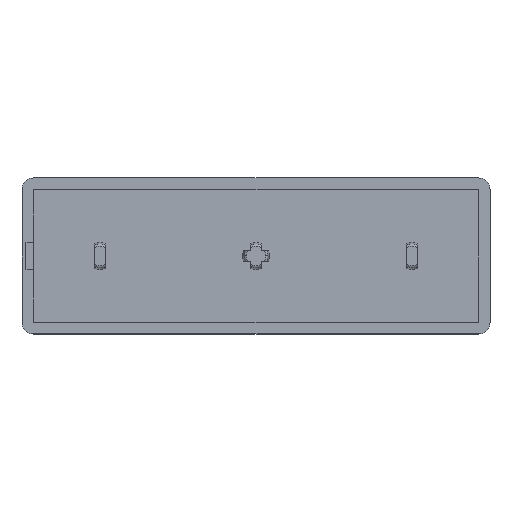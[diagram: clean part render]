
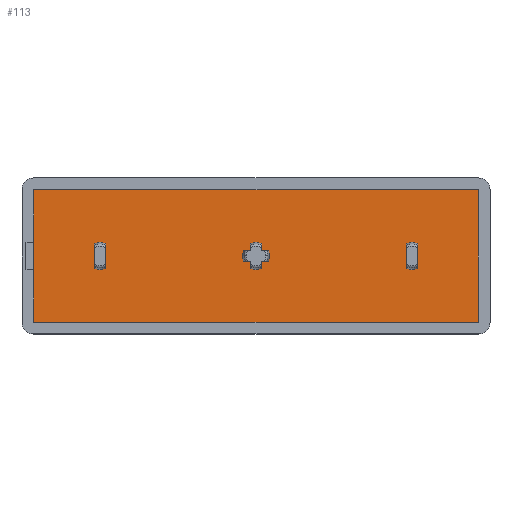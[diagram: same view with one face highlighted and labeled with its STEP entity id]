
A CAD part, top view. The second image highlights one B-rep face of the part: STEP entity #113.
In plain terms, the highlighted planar face has unit normal (0, 0, 1).
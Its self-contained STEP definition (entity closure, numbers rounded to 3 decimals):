
#113=ADVANCED_FACE('NONE',(#286,#287,#288,#289),#290,.T.);
#286=FACE_OUTER_BOUND('',#520,.T.);
#287=FACE_BOUND('',#521,.T.);
#288=FACE_BOUND('',#522,.T.);
#289=FACE_BOUND('',#523,.T.);
#290=PLANE('',#524);
#520=EDGE_LOOP('',(#783,#784,#785,#786,#787,#788));
#521=EDGE_LOOP('',(#789,#790,#791,#792));
#522=EDGE_LOOP('',(#793,#794,#795,#796,#797,#798,#799,#800,#801,#802,#803,#804,#805,#806));
#523=EDGE_LOOP('',(#807,#808,#809,#810));
#524=AXIS2_PLACEMENT_3D('',#811,#812,#813);
#783=ORIENTED_EDGE('',*,*,#1429,.T.);
#784=ORIENTED_EDGE('',*,*,#1430,.T.);
#785=ORIENTED_EDGE('',*,*,#1424,.T.);
#786=ORIENTED_EDGE('',*,*,#1431,.T.);
#787=ORIENTED_EDGE('',*,*,#1432,.T.);
#788=ORIENTED_EDGE('',*,*,#1433,.T.);
#789=ORIENTED_EDGE('',*,*,#1434,.F.);
#790=ORIENTED_EDGE('',*,*,#1435,.F.);
#791=ORIENTED_EDGE('',*,*,#1436,.F.);
#792=ORIENTED_EDGE('',*,*,#1437,.F.);
#793=ORIENTED_EDGE('',*,*,#1438,.F.);
#794=ORIENTED_EDGE('',*,*,#1439,.F.);
#795=ORIENTED_EDGE('',*,*,#1440,.F.);
#796=ORIENTED_EDGE('',*,*,#1441,.F.);
#797=ORIENTED_EDGE('',*,*,#1421,.F.);
#798=ORIENTED_EDGE('',*,*,#1442,.F.);
#799=ORIENTED_EDGE('',*,*,#1443,.F.);
#800=ORIENTED_EDGE('',*,*,#1444,.F.);
#801=ORIENTED_EDGE('',*,*,#1445,.F.);
#802=ORIENTED_EDGE('',*,*,#1446,.F.);
#803=ORIENTED_EDGE('',*,*,#1447,.F.);
#804=ORIENTED_EDGE('',*,*,#1407,.F.);
#805=ORIENTED_EDGE('',*,*,#1448,.F.);
#806=ORIENTED_EDGE('',*,*,#1449,.F.);
#807=ORIENTED_EDGE('',*,*,#1450,.F.);
#808=ORIENTED_EDGE('',*,*,#1451,.F.);
#809=ORIENTED_EDGE('',*,*,#1452,.F.);
#810=ORIENTED_EDGE('',*,*,#1453,.F.);
#811=CARTESIAN_POINT('',(-57.0,17.0,3.0));
#812=DIRECTION('',(-0.0,0.0,1.0));
#813=DIRECTION('',(1.0,0.0,0.0));
#1407=EDGE_CURVE('NONE',#1675,#1677,#1678,.T.);
#1421=EDGE_CURVE('NONE',#1697,#1699,#1700,.T.);
#1424=EDGE_CURVE('NONE',#1703,#1704,#1705,.T.);
#1429=EDGE_CURVE('NONE',#1712,#1713,#1714,.T.);
#1430=EDGE_CURVE('NONE',#1713,#1703,#1715,.T.);
#1431=EDGE_CURVE('NONE',#1704,#1716,#1717,.T.);
#1432=EDGE_CURVE('NONE',#1716,#1718,#1719,.T.);
#1433=EDGE_CURVE('NONE',#1718,#1712,#1720,.T.);
#1434=EDGE_CURVE('NONE',#1721,#1722,#1723,.T.);
#1435=EDGE_CURVE('NONE',#1724,#1721,#1725,.T.);
#1436=EDGE_CURVE('NONE',#1726,#1724,#1727,.T.);
#1437=EDGE_CURVE('NONE',#1722,#1726,#1728,.T.);
#1438=EDGE_CURVE('NONE',#1729,#1730,#1731,.T.);
#1439=EDGE_CURVE('NONE',#1732,#1729,#1733,.T.);
#1440=EDGE_CURVE('NONE',#1734,#1732,#1735,.T.);
#1441=EDGE_CURVE('NONE',#1699,#1734,#1736,.T.);
#1442=EDGE_CURVE('NONE',#1737,#1697,#1738,.T.);
#1443=EDGE_CURVE('NONE',#1739,#1737,#1740,.T.);
#1444=EDGE_CURVE('NONE',#1741,#1739,#1742,.T.);
#1445=EDGE_CURVE('NONE',#1743,#1741,#1744,.T.);
#1446=EDGE_CURVE('NONE',#1745,#1743,#1746,.T.);
#1447=EDGE_CURVE('NONE',#1677,#1745,#1747,.T.);
#1448=EDGE_CURVE('NONE',#1748,#1675,#1749,.T.);
#1449=EDGE_CURVE('NONE',#1730,#1748,#1750,.T.);
#1450=EDGE_CURVE('NONE',#1751,#1752,#1753,.T.);
#1451=EDGE_CURVE('NONE',#1754,#1751,#1755,.T.);
#1452=EDGE_CURVE('NONE',#1756,#1754,#1757,.T.);
#1453=EDGE_CURVE('NONE',#1752,#1756,#1758,.T.);
#1675=VERTEX_POINT('',#2063);
#1677=VERTEX_POINT('NONE',#2066);
#1678=CIRCLE('',#2067,3.475);
#1697=VERTEX_POINT('NONE',#2096);
#1699=VERTEX_POINT('NONE',#2099);
#1700=CIRCLE('',#2100,3.475);
#1703=VERTEX_POINT('NONE',#2104);
#1704=VERTEX_POINT('NONE',#2105);
#1705=LINE('',#2106,#2107);
#1712=VERTEX_POINT('NONE',#2117);
#1713=VERTEX_POINT('NONE',#2118);
#1714=LINE('',#2119,#2120);
#1715=LINE('',#2121,#2122);
#1716=VERTEX_POINT('NONE',#2123);
#1717=LINE('',#2124,#2125);
#1718=VERTEX_POINT('NONE',#2126);
#1719=LINE('',#2127,#2128);
#1720=LINE('',#2129,#2130);
#1721=VERTEX_POINT('NONE',#2131);
#1722=VERTEX_POINT('NONE',#2132);
#1723=LINE('',#2133,#2134);
#1724=VERTEX_POINT('NONE',#2135);
#1725=CIRCLE('',#2136,3.475);
#1726=VERTEX_POINT('NONE',#2137);
#1727=LINE('',#2138,#2139);
#1728=CIRCLE('',#2140,3.475);
#1729=VERTEX_POINT('NONE',#2141);
#1730=VERTEX_POINT('NONE',#2142);
#1731=LINE('',#2143,#2144);
#1732=VERTEX_POINT('NONE',#2145);
#1733=CIRCLE('',#2146,3.475);
#1734=VERTEX_POINT('NONE',#2147);
#1735=LINE('',#2148,#2149);
#1736=LINE('',#2150,#2151);
#1737=VERTEX_POINT('NONE',#2152);
#1738=CIRCLE('',#2153,3.475);
#1739=VERTEX_POINT('NONE',#2154);
#1740=LINE('',#2155,#2156);
#1741=VERTEX_POINT('NONE',#2157);
#1742=LINE('',#2158,#2159);
#1743=VERTEX_POINT('NONE',#2160);
#1744=CIRCLE('',#2161,3.475);
#1745=VERTEX_POINT('NONE',#2162);
#1746=LINE('',#2163,#2164);
#1747=LINE('',#2165,#2166);
#1748=VERTEX_POINT('NONE',#2167);
#1749=CIRCLE('',#2168,3.475);
#1750=LINE('',#2169,#2170);
#1751=VERTEX_POINT('NONE',#2171);
#1752=VERTEX_POINT('NONE',#2172);
#1753=LINE('',#2173,#2174);
#1754=VERTEX_POINT('NONE',#2175);
#1755=CIRCLE('',#2176,3.475);
#1756=VERTEX_POINT('NONE',#2177);
#1757=LINE('',#2178,#2179);
#1758=CIRCLE('',#2180,3.475);
#2063=CARTESIAN_POINT('',(3.475,0.,3.0));
#2066=CARTESIAN_POINT('',(3.135,1.5,3.0));
#2067=AXIS2_PLACEMENT_3D('',#2671,#2672,#2673);
#2096=CARTESIAN_POINT('',(-3.475,0.0,3.0));
#2099=CARTESIAN_POINT('',(-3.135,-1.5,3.0));
#2100=AXIS2_PLACEMENT_3D('',#2692,#2693,#2694);
#2104=CARTESIAN_POINT('',(-57.0,-3.5,3.0));
#2105=CARTESIAN_POINT('',(-57.0,-17.0,3.0));
#2106=CARTESIAN_POINT('',(-57.0,17.0,3.0));
#2107=VECTOR('',#2696,1000.0);
#2117=CARTESIAN_POINT('',(-57.0,17.0,3.0));
#2118=CARTESIAN_POINT('',(-57.0,3.5,3.0));
#2119=CARTESIAN_POINT('',(-57.0,17.0,3.0));
#2120=VECTOR('',#2700,1000.0);
#2121=CARTESIAN_POINT('',(-57.0,17.0,3.0));
#2122=VECTOR('',#2701,1000.0);
#2123=CARTESIAN_POINT('',(57.0,-17.0,3.0));
#2124=CARTESIAN_POINT('',(-57.0,-17.0,3.0));
#2125=VECTOR('',#2702,1000.0);
#2126=CARTESIAN_POINT('',(57.0,17.0,3.0));
#2127=CARTESIAN_POINT('',(57.0,17.0,3.0));
#2128=VECTOR('',#2703,1000.0);
#2129=CARTESIAN_POINT('',(-57.0,17.0,3.0));
#2130=VECTOR('',#2704,1000.0);
#2131=CARTESIAN_POINT('',(41.5,-3.135,3.0));
#2132=CARTESIAN_POINT('',(41.5,3.135,3.0));
#2133=CARTESIAN_POINT('',(41.5,3.135,3.0));
#2134=VECTOR('',#2705,1000.0);
#2135=CARTESIAN_POINT('',(38.5,-3.135,3.0));
#2136=AXIS2_PLACEMENT_3D('',#2706,#2707,#2708);
#2137=CARTESIAN_POINT('',(38.5,3.135,3.0));
#2138=CARTESIAN_POINT('',(38.5,3.135,3.0));
#2139=VECTOR('',#2709,1000.0);
#2140=AXIS2_PLACEMENT_3D('',#2710,#2711,#2712);
#2141=CARTESIAN_POINT('',(1.5,-3.135,3.0));
#2142=CARTESIAN_POINT('',(1.5,-1.5,3.0));
#2143=CARTESIAN_POINT('',(1.5,-1.5,3.0));
#2144=VECTOR('',#2713,1000.0);
#2145=CARTESIAN_POINT('',(-1.5,-3.135,3.0));
#2146=AXIS2_PLACEMENT_3D('',#2714,#2715,#2716);
#2147=CARTESIAN_POINT('',(-1.5,-1.5,3.0));
#2148=CARTESIAN_POINT('',(-1.5,-1.5,3.0));
#2149=VECTOR('',#2717,1000.0);
#2150=CARTESIAN_POINT('',(-3.135,-1.5,3.0));
#2151=VECTOR('',#2718,1000.0);
#2152=CARTESIAN_POINT('',(-3.135,1.5,3.0));
#2153=AXIS2_PLACEMENT_3D('',#2719,#2720,#2721);
#2154=CARTESIAN_POINT('',(-1.5,1.5,3.0));
#2155=CARTESIAN_POINT('',(-3.135,1.5,3.0));
#2156=VECTOR('',#2722,1000.0);
#2157=CARTESIAN_POINT('',(-1.5,3.135,3.0));
#2158=CARTESIAN_POINT('',(-1.5,3.135,3.0));
#2159=VECTOR('',#2723,1000.0);
#2160=CARTESIAN_POINT('',(1.5,3.135,3.0));
#2161=AXIS2_PLACEMENT_3D('',#2724,#2725,#2726);
#2162=CARTESIAN_POINT('',(1.5,1.5,3.0));
#2163=CARTESIAN_POINT('',(1.5,3.135,3.0));
#2164=VECTOR('',#2727,1000.0);
#2165=CARTESIAN_POINT('',(1.5,1.5,3.0));
#2166=VECTOR('',#2728,1000.0);
#2167=CARTESIAN_POINT('',(3.135,-1.5,3.0));
#2168=AXIS2_PLACEMENT_3D('',#2729,#2730,#2731);
#2169=CARTESIAN_POINT('',(1.5,-1.5,3.0));
#2170=VECTOR('',#2732,1000.0);
#2171=CARTESIAN_POINT('',(-38.5,-3.135,3.0));
#2172=CARTESIAN_POINT('',(-38.5,3.135,3.0));
#2173=CARTESIAN_POINT('',(-38.5,3.135,3.0));
#2174=VECTOR('',#2733,1000.0);
#2175=CARTESIAN_POINT('',(-41.5,-3.135,3.0));
#2176=AXIS2_PLACEMENT_3D('',#2734,#2735,#2736);
#2177=CARTESIAN_POINT('',(-41.5,3.135,3.0));
#2178=CARTESIAN_POINT('',(-41.5,3.135,3.0));
#2179=VECTOR('',#2737,1000.0);
#2180=AXIS2_PLACEMENT_3D('',#2738,#2739,#2740);
#2671=CARTESIAN_POINT('',(0.0,0.0,3.0));
#2672=DIRECTION('',(0.0,0.0,1.0));
#2673=DIRECTION('',(1.0,0.0,0.0));
#2692=CARTESIAN_POINT('',(0.0,0.0,3.0));
#2693=DIRECTION('',(0.0,0.0,1.0));
#2694=DIRECTION('',(1.0,0.0,0.0));
#2696=DIRECTION('',(0.,-1.0,0.0));
#2700=DIRECTION('',(0.,-1.0,0.0));
#2701=DIRECTION('',(0.,-1.0,0.0));
#2702=DIRECTION('',(1.0,0.,0.0));
#2703=DIRECTION('',(0.,1.0,-0.0));
#2704=DIRECTION('',(-1.0,-0.0,-0.0));
#2705=DIRECTION('',(-0.0,1.0,-0.0));
#2706=CARTESIAN_POINT('',(40.0,0.0,3.0));
#2707=DIRECTION('',(0.0,0.0,1.0));
#2708=DIRECTION('',(-1.0,0.0,0.0));
#2709=DIRECTION('',(0.0,-1.0,0.0));
#2710=CARTESIAN_POINT('',(40.0,0.0,3.0));
#2711=DIRECTION('',(0.0,0.0,1.0));
#2712=DIRECTION('',(-1.0,0.0,0.0));
#2713=DIRECTION('',(0.,1.0,-0.0));
#2714=CARTESIAN_POINT('',(0.0,0.0,3.0));
#2715=DIRECTION('',(0.0,0.0,1.0));
#2716=DIRECTION('',(1.0,0.0,0.0));
#2717=DIRECTION('',(0.,-1.0,0.0));
#2718=DIRECTION('',(1.0,0.0,0.0));
#2719=CARTESIAN_POINT('',(0.0,0.0,3.0));
#2720=DIRECTION('',(0.0,0.0,1.0));
#2721=DIRECTION('',(1.0,0.0,0.0));
#2722=DIRECTION('',(-1.0,0.,-0.0));
#2723=DIRECTION('',(0.,-1.0,0.0));
#2724=CARTESIAN_POINT('',(0.0,0.0,3.0));
#2725=DIRECTION('',(0.0,0.0,1.0));
#2726=DIRECTION('',(1.0,0.0,0.0));
#2727=DIRECTION('',(0.,1.0,-0.0));
#2728=DIRECTION('',(-1.0,-0.0,-0.0));
#2729=CARTESIAN_POINT('',(0.0,0.0,3.0));
#2730=DIRECTION('',(0.0,0.0,1.0));
#2731=DIRECTION('',(1.0,0.0,0.0));
#2732=DIRECTION('',(1.0,0.0,0.0));
#2733=DIRECTION('',(-0.0,1.0,-0.0));
#2734=CARTESIAN_POINT('',(-40.0,0.0,3.0));
#2735=DIRECTION('',(0.0,0.0,1.0));
#2736=DIRECTION('',(1.0,0.0,0.0));
#2737=DIRECTION('',(0.0,-1.0,0.0));
#2738=CARTESIAN_POINT('',(-40.0,0.0,3.0));
#2739=DIRECTION('',(0.0,0.0,1.0));
#2740=DIRECTION('',(1.0,0.0,0.0));
